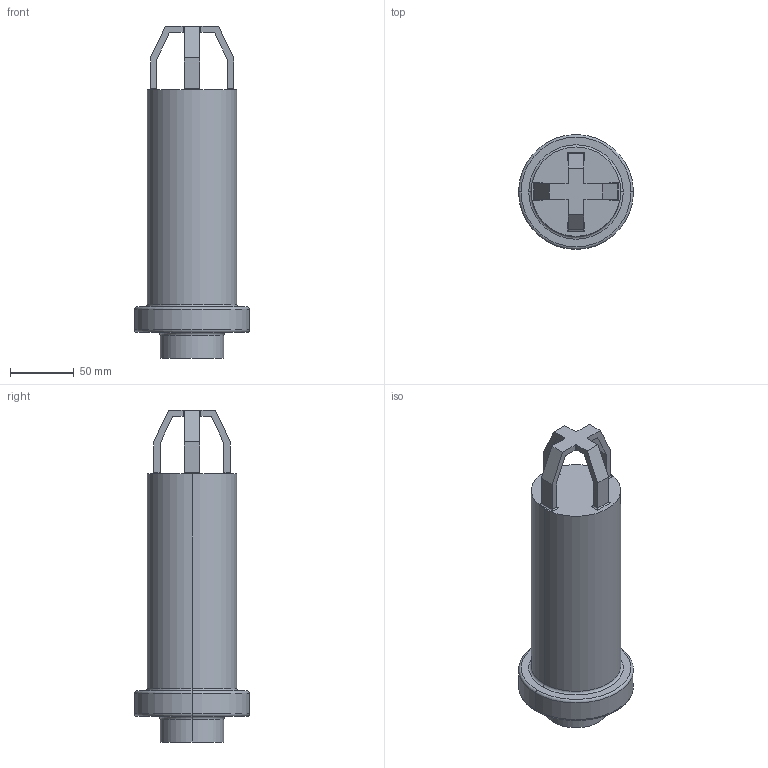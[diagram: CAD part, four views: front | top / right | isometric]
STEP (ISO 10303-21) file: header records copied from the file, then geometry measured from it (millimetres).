
FILE_DESCRIPTION (( 'STEP AP203' ), '1' );
FILE_NAME ('link_6_Default_sldprt.STEP', '2020-05-22T16:21:23', ( '' ), ( '' ), 'SwSTEP 2.0', 'SolidWorks 2018', '' );
FILE_SCHEMA (( 'CONFIG_CONTROL_DESIGN' ));
Length unit declared in the file: millimetre
Products named in the file (1): link_6_Default_sldprt
Bounding box: 90 x 90 x 260 mm (x, y, z)
Volume: 494027.1 mm3; surface area: 97639.6 mm2
Topology: 1 solids, 1 shells, 74 faces, 182 edges, 112 vertices
Faces by surface type: plane 32, cylinder 30, torus 12
Entity records: 2243 total; most frequent: CARTESIAN_POINT 417, DIRECTION 368, ORIENTED_EDGE 364, EDGE_CURVE 182, AXIS2_PLACEMENT_3D 127, LINE 114, VECTOR 114, VERTEX_POINT 112
